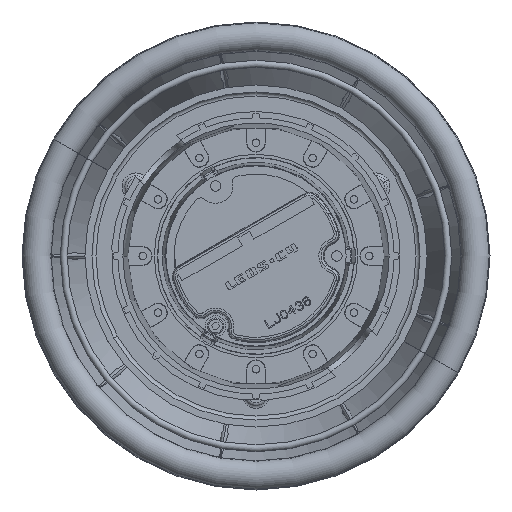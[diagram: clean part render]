
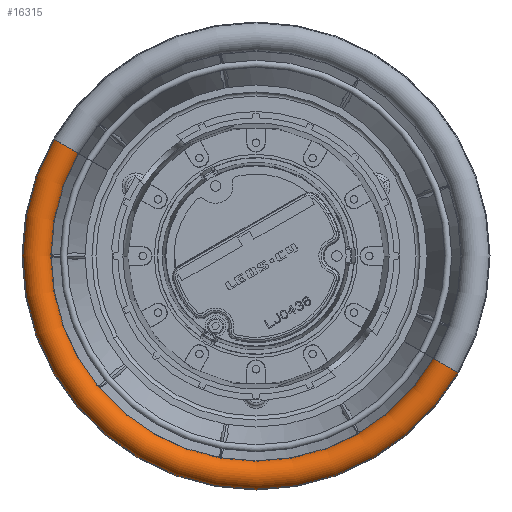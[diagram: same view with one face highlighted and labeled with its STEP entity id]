
A CAD part, front view. The second image highlights one B-rep face of the part: STEP entity #16315.
In plain terms, the highlighted toroidal (fillet/blend) face has major radius 94.96 mm and minor radius 6.317 mm.
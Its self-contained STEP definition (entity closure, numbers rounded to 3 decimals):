
#2719 = AXIS2_PLACEMENT_3D ( 'NONE', #42544, #6832, #53216 ) ;
#4109 = EDGE_LOOP ( 'NONE', ( #29755, #31034, #31993, #34293 ) ) ;
#6169 = CARTESIAN_POINT ( 'NONE',  ( 0., -10.1, -94.96 ) ) ;
#6832 = DIRECTION ( 'NONE',  ( 0., -1., 0. ) ) ;
#6941 = TOROIDAL_SURFACE ( 'NONE', #2719, 94.96, 6.317 ) ;
#10621 = AXIS2_PLACEMENT_3D ( 'NONE', #59887, #39554, #60198 ) ;
#10675 = AXIS2_PLACEMENT_3D ( 'NONE', #6169, #62569, #48211 ) ;
#12613 = VERTEX_POINT ( 'NONE', #12994 ) ;
#12994 = CARTESIAN_POINT ( 'NONE',  ( 0., -10.1, -88.644 ) ) ;
#16315 = ADVANCED_FACE ( 'NONE', ( #16487 ), #6941, .T. ) ;
#16487 = FACE_OUTER_BOUND ( 'NONE', #4109, .T. ) ;
#18872 = CARTESIAN_POINT ( 'NONE',  ( 0., -10.575, 101.259 ) ) ;
#19226 = DIRECTION ( 'NONE',  ( 0., -1., 0. ) ) ;
#21049 = DIRECTION ( 'NONE',  ( 0., 0., -1. ) ) ;
#24559 = CARTESIAN_POINT ( 'NONE',  ( 0., -10.575, 0. ) ) ;
#25309 = VERTEX_POINT ( 'NONE', #18872 ) ;
#27619 = AXIS2_PLACEMENT_3D ( 'NONE', #24559, #19226, #60263 ) ;
#28564 = VERTEX_POINT ( 'NONE', #33432 ) ;
#29755 = ORIENTED_EDGE ( 'NONE', *, *, #30483, .F. ) ;
#30032 = EDGE_CURVE ( 'NONE', #53925, #25309, #56416, .T. ) ;
#30483 = EDGE_CURVE ( 'NONE', #12613, #28564, #39445, .T. ) ;
#31034 = ORIENTED_EDGE ( 'NONE', *, *, #45653, .F. ) ;
#31993 = ORIENTED_EDGE ( 'NONE', *, *, #30032, .T. ) ;
#32204 = AXIS2_PLACEMENT_3D ( 'NONE', #51112, #36761, #21049 ) ;
#33432 = CARTESIAN_POINT ( 'NONE',  ( 0., -10.1, 88.644 ) ) ;
#34293 = ORIENTED_EDGE ( 'NONE', *, *, #65781, .T. ) ;
#36761 = DIRECTION ( 'NONE',  ( 1., 0., 0. ) ) ;
#39445 = CIRCLE ( 'NONE', #10621, 88.644 ) ;
#39554 = DIRECTION ( 'NONE',  ( 0., -1., 0. ) ) ;
#42544 = CARTESIAN_POINT ( 'NONE',  ( 0., -10.1, 0. ) ) ;
#44796 = CIRCLE ( 'NONE', #10675, 6.317 ) ;
#45653 = EDGE_CURVE ( 'NONE', #53925, #12613, #44796, .T. ) ;
#48211 = DIRECTION ( 'NONE',  ( 0., 0., 1. ) ) ;
#51112 = CARTESIAN_POINT ( 'NONE',  ( 0., -10.1, 94.96 ) ) ;
#53216 = DIRECTION ( 'NONE',  ( 0., 0., -1. ) ) ;
#53925 = VERTEX_POINT ( 'NONE', #64593 ) ;
#56416 = CIRCLE ( 'NONE', #27619, 101.259 ) ;
#57790 = CIRCLE ( 'NONE', #32204, 6.317 ) ;
#59887 = CARTESIAN_POINT ( 'NONE',  ( 0., -10.1, 0. ) ) ;
#60198 = DIRECTION ( 'NONE',  ( 0., 0., -1. ) ) ;
#60263 = DIRECTION ( 'NONE',  ( 0., 0., -1. ) ) ;
#62569 = DIRECTION ( 'NONE',  ( -1., 0., 0. ) ) ;
#64593 = CARTESIAN_POINT ( 'NONE',  ( 0., -10.575, -101.259 ) ) ;
#65781 = EDGE_CURVE ( 'NONE', #25309, #28564, #57790, .T. ) ;
